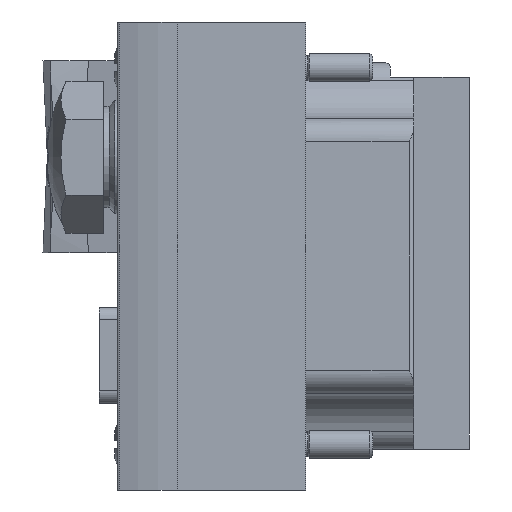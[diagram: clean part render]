
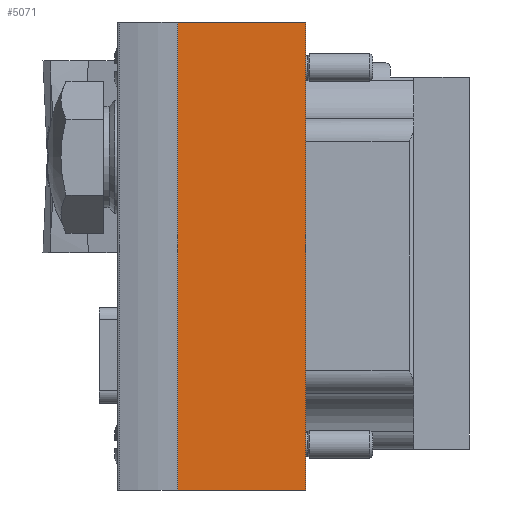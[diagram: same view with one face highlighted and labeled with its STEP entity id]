
A CAD part, left-side view. The second image highlights one B-rep face of the part: STEP entity #5071.
In plain terms, the highlighted planar face has unit normal (-1, 0, 0).
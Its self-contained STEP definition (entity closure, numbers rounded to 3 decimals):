
#587=ORIENTED_EDGE('',*,*,#2025,.T.);
#588=ORIENTED_EDGE('',*,*,#2026,.F.);
#589=ORIENTED_EDGE('',*,*,#2027,.F.);
#590=ORIENTED_EDGE('',*,*,#2022,.T.);
#2022=EDGE_CURVE('',#2742,#2741,#3212,.T.);
#2025=EDGE_CURVE('',#2741,#2744,#3214,.T.);
#2026=EDGE_CURVE('',#2745,#2744,#3215,.T.);
#2027=EDGE_CURVE('',#2742,#2745,#3216,.T.);
#2741=VERTEX_POINT('',#7813);
#2742=VERTEX_POINT('',#7815);
#2744=VERTEX_POINT('',#7821);
#2745=VERTEX_POINT('',#7823);
#3212=LINE('',#7814,#3641);
#3214=LINE('',#7820,#3643);
#3215=LINE('',#7822,#3644);
#3216=LINE('',#7824,#3645);
#3641=VECTOR('',#6173,1000.);
#3643=VECTOR('',#6179,1000.);
#3644=VECTOR('',#6180,1000.);
#3645=VECTOR('',#6181,1000.);
#4040=EDGE_LOOP('',(#587,#588,#589,#590));
#4475=FACE_BOUND('',#4040,.T.);
#4891=PLANE('',#5494);
#5071=ADVANCED_FACE('',(#4475),#4891,.F.);
#5494=AXIS2_PLACEMENT_3D('',#7819,#6177,#6178);
#6173=DIRECTION('',(0.,0.,-1.));
#6177=DIRECTION('',(1.,0.,0.));
#6178=DIRECTION('',(0.,0.,-1.));
#6179=DIRECTION('',(0.,-1.,0.));
#6180=DIRECTION('',(0.,0.,-1.));
#6181=DIRECTION('',(0.,-1.,0.));
#7813=CARTESIAN_POINT('',(-53.65,13.6,-24.85));
#7814=CARTESIAN_POINT('',(-53.65,13.6,24.85));
#7815=CARTESIAN_POINT('',(-53.65,13.6,24.85));
#7819=CARTESIAN_POINT('',(-53.65,13.6,24.85));
#7820=CARTESIAN_POINT('',(-53.65,13.6,-24.85));
#7821=CARTESIAN_POINT('',(-53.65,0.,-24.85));
#7822=CARTESIAN_POINT('',(-53.65,0.,24.85));
#7823=CARTESIAN_POINT('',(-53.65,0.,24.85));
#7824=CARTESIAN_POINT('',(-53.65,13.6,24.85));
